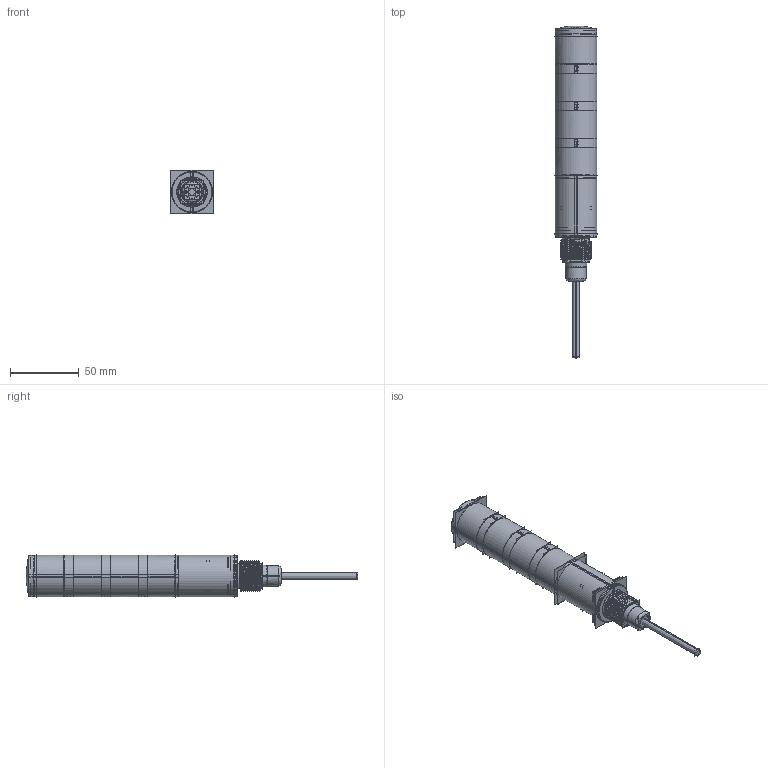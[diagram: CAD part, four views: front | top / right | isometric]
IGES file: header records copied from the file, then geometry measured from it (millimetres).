
Start section:  PTC IGES file: 204600.igs
Global section: file name: 204600.igs; native system: Creo Parametric by PTC Inc.; preprocessor: 2016260; author: pdmadmin; organization: Unknown; date: 20180509.142459; units: millimetre
Bounding box: 31.23 x 241.17 x 31.24 mm (x, y, z)
Volume: 48628.1 mm3; surface area: 261452.6 mm2
Topology: 12 solids, 12 shells, 2798 faces, 13498 edges, 16563 vertices
Faces by surface type: bspline 1814, revolution 984
